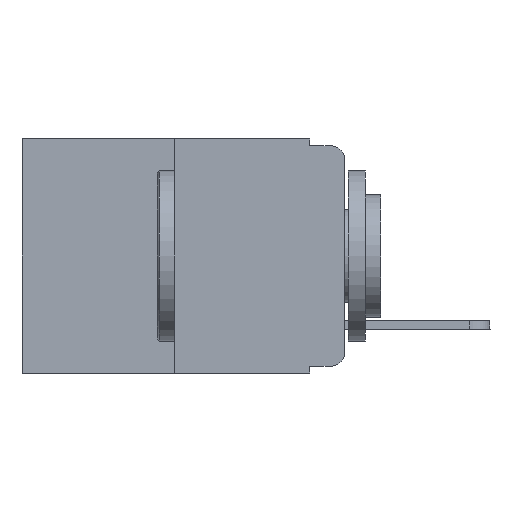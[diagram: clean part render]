
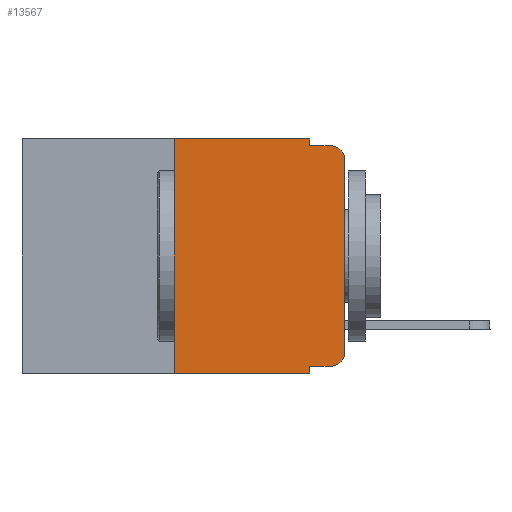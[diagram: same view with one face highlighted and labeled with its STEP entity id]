
A CAD part, left-side view. The second image highlights one B-rep face of the part: STEP entity #13567.
In plain terms, the highlighted planar face has unit normal (-1, 0, 0).
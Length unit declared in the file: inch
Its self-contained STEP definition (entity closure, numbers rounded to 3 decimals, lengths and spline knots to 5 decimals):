
#100 = CARTESIAN_POINT ( 'NONE',  ( 0., 0.02, -0.333 ) ) ;
#141 = EDGE_CURVE ( 'NONE', #8645, #13581, #6686, .T. ) ;
#202 = VERTEX_POINT ( 'NONE', #3225 ) ;
#217 = CARTESIAN_POINT ( 'NONE',  ( 0., 0.051, -0.333 ) ) ;
#282 = DIRECTION ( 'NONE',  ( 0., -1., 0. ) ) ;
#449 = CARTESIAN_POINT ( 'NONE',  ( 0., 0.473, 0. ) ) ;
#512 = AXIS2_PLACEMENT_3D ( 'NONE', #1608, #4205, #9338 ) ;
#560 = ORIENTED_EDGE ( 'NONE', *, *, #16494, .F. ) ;
#885 = ORIENTED_EDGE ( 'NONE', *, *, #14565, .F. ) ;
#905 = CARTESIAN_POINT ( 'NONE',  ( 0., 0.25, 0. ) ) ;
#925 = DIRECTION ( 'NONE',  ( 0., -1., 0. ) ) ;
#964 = CARTESIAN_POINT ( 'NONE',  ( 0., 0.25, 0. ) ) ;
#976 = LINE ( 'NONE', #16481, #13856 ) ;
#1036 = DIRECTION ( 'NONE',  ( 0., 0., -1. ) ) ;
#1367 = CARTESIAN_POINT ( 'NONE',  ( 0., 0., -0.313 ) ) ;
#1608 = CARTESIAN_POINT ( 'NONE',  ( 0., 0.02, -0.313 ) ) ;
#2398 = FACE_OUTER_BOUND ( 'NONE', #14843, .T. ) ;
#2640 = EDGE_CURVE ( 'NONE', #11206, #10325, #12889, .T. ) ;
#2832 = DIRECTION ( 'NONE',  ( 0., 0., 1. ) ) ;
#2937 = DIRECTION ( 'NONE',  ( 0., 0., -1. ) ) ;
#2974 = EDGE_CURVE ( 'NONE', #202, #8645, #16407, .T. ) ;
#3172 = VERTEX_POINT ( 'NONE', #8886 ) ;
#3225 = CARTESIAN_POINT ( 'NONE',  ( 0., 0.25, -0.343 ) ) ;
#3695 = AXIS2_PLACEMENT_3D ( 'NONE', #3731, #11294, #13864 ) ;
#3731 = CARTESIAN_POINT ( 'NONE',  ( 0., 0.473, 0. ) ) ;
#3775 = EDGE_CURVE ( 'NONE', #202, #14342, #6045, .T. ) ;
#4004 = LINE ( 'NONE', #217, #14232 ) ;
#4077 = VECTOR ( 'NONE', #16240, 39.37008 ) ;
#4205 = DIRECTION ( 'NONE',  ( -1., 0., 0. ) ) ;
#4454 = LINE ( 'NONE', #6913, #7783 ) ;
#4646 = EDGE_CURVE ( 'NONE', #10325, #3172, #7807, .T. ) ;
#4791 = DIRECTION ( 'NONE',  ( 0., -1., 0. ) ) ;
#4848 = CARTESIAN_POINT ( 'NONE',  ( 0., 0.051, -0.333 ) ) ;
#5045 = AXIS2_PLACEMENT_3D ( 'NONE', #5923, #14790, #1036 ) ;
#5677 = VERTEX_POINT ( 'NONE', #10707 ) ;
#5923 = CARTESIAN_POINT ( 'NONE',  ( 0., 0.02, -0.03 ) ) ;
#6045 = LINE ( 'NONE', #11082, #11315 ) ;
#6241 = ORIENTED_EDGE ( 'NONE', *, *, #2640, .T. ) ;
#6271 = PLANE ( 'NONE',  #3695 ) ;
#6686 = LINE ( 'NONE', #449, #14663 ) ;
#6913 = CARTESIAN_POINT ( 'NONE',  ( 0., 0.051, 0. ) ) ;
#7217 = ORIENTED_EDGE ( 'NONE', *, *, #141, .F. ) ;
#7518 = VECTOR ( 'NONE', #4791, 39.37008 ) ;
#7783 = VECTOR ( 'NONE', #2937, 39.37008 ) ;
#7807 = CIRCLE ( 'NONE', #5045, 0.02 ) ;
#7877 = ORIENTED_EDGE ( 'NONE', *, *, #13575, .F. ) ;
#8645 = VERTEX_POINT ( 'NONE', #964 ) ;
#8771 = ORIENTED_EDGE ( 'NONE', *, *, #2974, .F. ) ;
#8886 = CARTESIAN_POINT ( 'NONE',  ( 0., 0.02, -0.01 ) ) ;
#9232 = EDGE_CURVE ( 'NONE', #15226, #15906, #4004, .T. ) ;
#9263 = CARTESIAN_POINT ( 'NONE',  ( 0., 0.051, -0.343 ) ) ;
#9338 = DIRECTION ( 'NONE',  ( 0., 0., -1. ) ) ;
#9475 = ORIENTED_EDGE ( 'NONE', *, *, #9232, .T. ) ;
#9806 = DIRECTION ( 'NONE',  ( 0., 0., -1. ) ) ;
#10325 = VERTEX_POINT ( 'NONE', #16209 ) ;
#10427 = CIRCLE ( 'NONE', #512, 0.02 ) ;
#10707 = CARTESIAN_POINT ( 'NONE',  ( 0., 0.051, -0.01 ) ) ;
#11082 = CARTESIAN_POINT ( 'NONE',  ( 0., 0.473, -0.343 ) ) ;
#11093 = ORIENTED_EDGE ( 'NONE', *, *, #3775, .T. ) ;
#11133 = ORIENTED_EDGE ( 'NONE', *, *, #14369, .T. ) ;
#11206 = VERTEX_POINT ( 'NONE', #1367 ) ;
#11294 = DIRECTION ( 'NONE',  ( 1., 0., 0. ) ) ;
#11315 = VECTOR ( 'NONE', #925, 39.37008 ) ;
#12333 = CARTESIAN_POINT ( 'NONE',  ( 0., 0.051, -0.01 ) ) ;
#12453 = CARTESIAN_POINT ( 'NONE',  ( 0., 0.051, 0. ) ) ;
#12584 = ORIENTED_EDGE ( 'NONE', *, *, #4646, .T. ) ;
#12889 = LINE ( 'NONE', #14382, #15882 ) ;
#13567 = ADVANCED_FACE ( 'NONE', ( #2398 ), #6271, .F. ) ;
#13575 = EDGE_CURVE ( 'NONE', #13581, #5677, #976, .T. ) ;
#13581 = VERTEX_POINT ( 'NONE', #12453 ) ;
#13856 = VECTOR ( 'NONE', #9806, 39.37008 ) ;
#13864 = DIRECTION ( 'NONE',  ( 0., 0., -1. ) ) ;
#14232 = VECTOR ( 'NONE', #15563, 39.37008 ) ;
#14342 = VERTEX_POINT ( 'NONE', #9263 ) ;
#14369 = EDGE_CURVE ( 'NONE', #15906, #11206, #10427, .T. ) ;
#14382 = CARTESIAN_POINT ( 'NONE',  ( 0., 0., 0. ) ) ;
#14565 = EDGE_CURVE ( 'NONE', #5677, #3172, #16021, .T. ) ;
#14663 = VECTOR ( 'NONE', #282, 39.37008 ) ;
#14790 = DIRECTION ( 'NONE',  ( -1., 0., 0. ) ) ;
#14843 = EDGE_LOOP ( 'NONE', ( #6241, #12584, #885, #7877, #7217, #8771, #11093, #560, #9475, #11133 ) ) ;
#15226 = VERTEX_POINT ( 'NONE', #4848 ) ;
#15563 = DIRECTION ( 'NONE',  ( 0., -1., 0. ) ) ;
#15882 = VECTOR ( 'NONE', #2832, 39.37008 ) ;
#15906 = VERTEX_POINT ( 'NONE', #100 ) ;
#16021 = LINE ( 'NONE', #12333, #7518 ) ;
#16209 = CARTESIAN_POINT ( 'NONE',  ( 0., 0., -0.03 ) ) ;
#16240 = DIRECTION ( 'NONE',  ( 0., 0., 1. ) ) ;
#16407 = LINE ( 'NONE', #905, #4077 ) ;
#16481 = CARTESIAN_POINT ( 'NONE',  ( 0., 0.051, 0. ) ) ;
#16494 = EDGE_CURVE ( 'NONE', #15226, #14342, #4454, .T. ) ;
